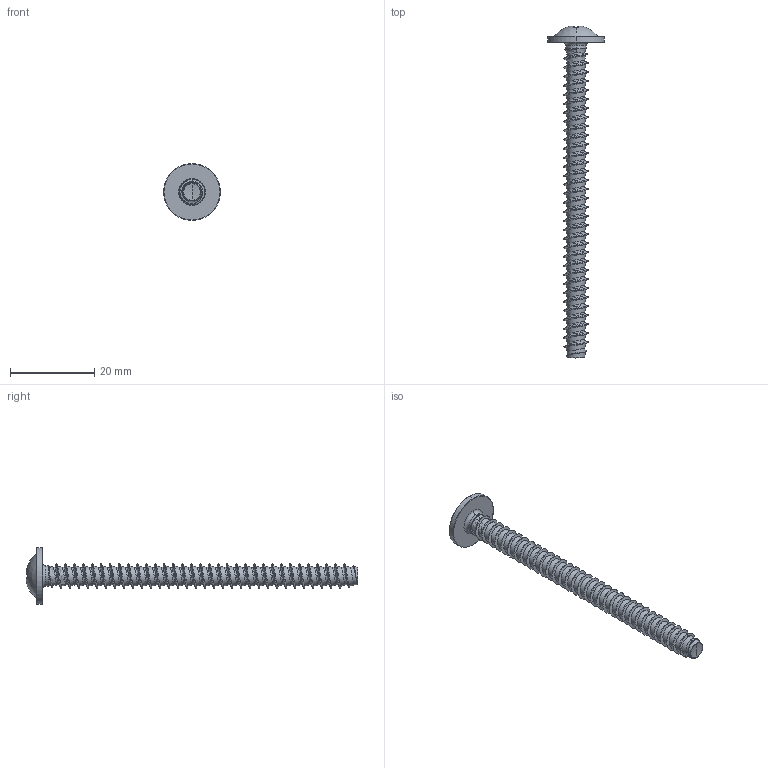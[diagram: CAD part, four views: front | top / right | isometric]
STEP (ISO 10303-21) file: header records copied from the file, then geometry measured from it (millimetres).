
FILE_DESCRIPTION (( 'STEP AP203' ), '1' );
FILE_NAME ('STP310600750.STEP', '2017-08-15T13:46:05', ( '' ), ( '' ), 'SwSTEP 2.0', 'SolidWorks 2015', '' );
FILE_SCHEMA (( 'CONFIG_CONTROL_DESIGN' ));
Products named in the file (1): STP310600750
Bounding box: 13.5 x 78.91 x 13.5 mm (x, y, z)
Volume: 1566.2 mm3; surface area: 2069.3 mm2
Topology: 1 solids, 1 shells, 235 faces, 573 edges, 341 vertices
Faces by surface type: cylinder 94, bspline 51, torus 30, sphere 28, plane 23, cone 9
Entity records: 63907 total; most frequent: CARTESIAN_POINT 58974, ORIENTED_EDGE 1142, DIRECTION 885, EDGE_CURVE 571, AXIS2_PLACEMENT_3D 379, VERTEX_POINT 341, EDGE_LOOP 238, FACE_OUTER_BOUND 235
